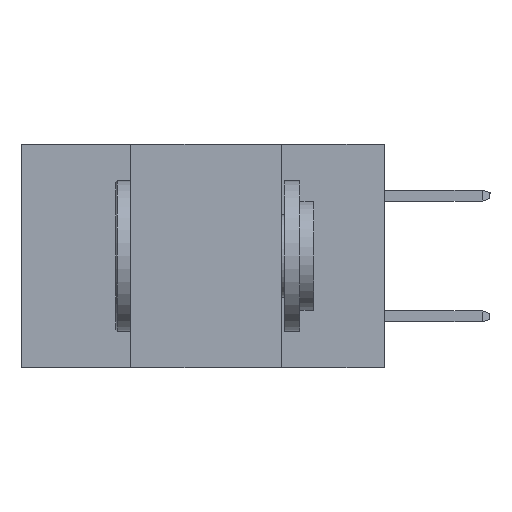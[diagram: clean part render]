
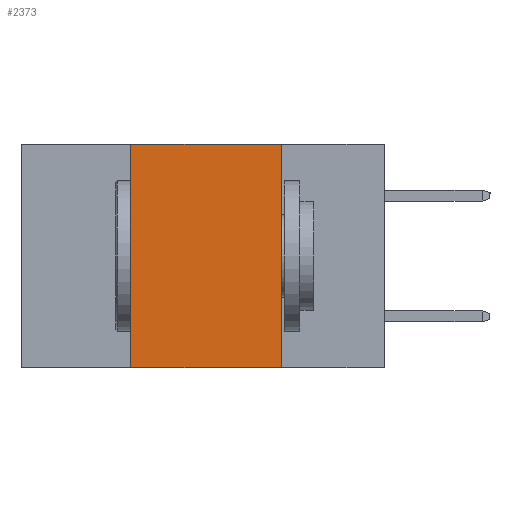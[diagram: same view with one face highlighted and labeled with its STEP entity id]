
A CAD part, left-side view. The second image highlights one B-rep face of the part: STEP entity #2373.
In plain terms, the highlighted planar face has unit normal (-1, 0, 0).
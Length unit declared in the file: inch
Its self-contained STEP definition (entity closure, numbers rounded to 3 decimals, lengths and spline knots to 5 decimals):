
#701 = VERTEX_POINT ( 'NONE', #6546 ) ;
#921 = CARTESIAN_POINT ( 'NONE',  ( 0., 0.42, 0. ) ) ;
#2373 = ADVANCED_FACE ( 'NONE', ( #3332 ), #3235, .F. ) ;
#3204 = VERTEX_POINT ( 'NONE', #4376 ) ;
#3235 = PLANE ( 'NONE',  #7362 ) ;
#3332 = FACE_OUTER_BOUND ( 'NONE', #14274, .T. ) ;
#4376 = CARTESIAN_POINT ( 'NONE',  ( 0., 0.42, -0.37 ) ) ;
#4799 = VECTOR ( 'NONE', #19108, 39.37008 ) ;
#5014 = VERTEX_POINT ( 'NONE', #16895 ) ;
#5762 = EDGE_CURVE ( 'NONE', #3204, #12681, #11483, .T. ) ;
#5945 = CARTESIAN_POINT ( 'NONE',  ( 0., 0.6, 0. ) ) ;
#6268 = EDGE_CURVE ( 'NONE', #12681, #701, #17437, .T. ) ;
#6474 = ORIENTED_EDGE ( 'NONE', *, *, #19453, .F. ) ;
#6546 = CARTESIAN_POINT ( 'NONE',  ( 0., 0.17, 0. ) ) ;
#6958 = CARTESIAN_POINT ( 'NONE',  ( 0., 0.6, -0.37 ) ) ;
#7362 = AXIS2_PLACEMENT_3D ( 'NONE', #18478, #16695, #7921 ) ;
#7921 = DIRECTION ( 'NONE',  ( 0., 0., -1. ) ) ;
#8967 = LINE ( 'NONE', #11958, #15018 ) ;
#9886 = DIRECTION ( 'NONE',  ( 0., 0., 1. ) ) ;
#10467 = ORIENTED_EDGE ( 'NONE', *, *, #19210, .T. ) ;
#11041 = ORIENTED_EDGE ( 'NONE', *, *, #5762, .F. ) ;
#11483 = LINE ( 'NONE', #13056, #14441 ) ;
#11596 = VECTOR ( 'NONE', #14827, 39.37008 ) ;
#11958 = CARTESIAN_POINT ( 'NONE',  ( 0., 0.17, -0.37 ) ) ;
#12250 = DIRECTION ( 'NONE',  ( 0., 0., -1. ) ) ;
#12681 = VERTEX_POINT ( 'NONE', #921 ) ;
#13056 = CARTESIAN_POINT ( 'NONE',  ( 0., 0.42, -0.37 ) ) ;
#14274 = EDGE_LOOP ( 'NONE', ( #6474, #16042, #11041, #10467 ) ) ;
#14441 = VECTOR ( 'NONE', #9886, 39.37008 ) ;
#14827 = DIRECTION ( 'NONE',  ( 0., -1., 0. ) ) ;
#15018 = VECTOR ( 'NONE', #12250, 39.37008 ) ;
#16042 = ORIENTED_EDGE ( 'NONE', *, *, #6268, .F. ) ;
#16695 = DIRECTION ( 'NONE',  ( 1., 0., 0. ) ) ;
#16895 = CARTESIAN_POINT ( 'NONE',  ( 0., 0.17, -0.37 ) ) ;
#17430 = LINE ( 'NONE', #6958, #4799 ) ;
#17437 = LINE ( 'NONE', #5945, #11596 ) ;
#18478 = CARTESIAN_POINT ( 'NONE',  ( 0., 0.6, 0. ) ) ;
#19108 = DIRECTION ( 'NONE',  ( 0., -1., 0. ) ) ;
#19210 = EDGE_CURVE ( 'NONE', #3204, #5014, #17430, .T. ) ;
#19453 = EDGE_CURVE ( 'NONE', #701, #5014, #8967, .T. ) ;
